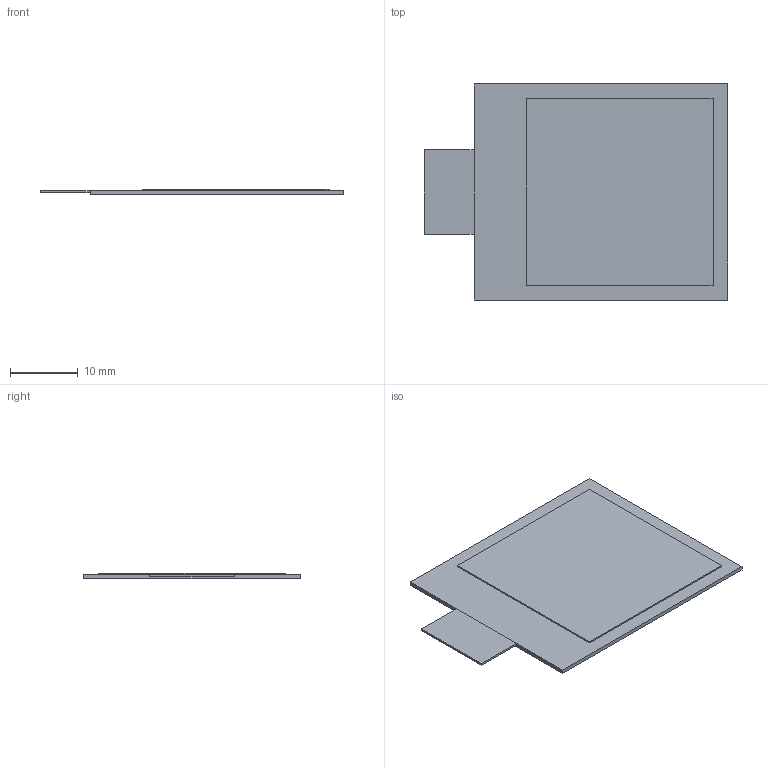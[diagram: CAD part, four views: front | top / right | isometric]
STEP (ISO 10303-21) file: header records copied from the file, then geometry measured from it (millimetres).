
FILE_DESCRIPTION(('FreeCAD Model'),'2;1');
FILE_NAME('Open CASCADE Shape Model','2021-12-04T23:04:01',('Author'),( ''),'Open CASCADE STEP processor 7.4','FreeCAD','Unknown');
FILE_SCHEMA(('AUTOMOTIVE_DESIGN { 1 0 10303 214 1 1 1 1 }'));
Length unit declared in the file: millimetre
Products named in the file (1): Body
Bounding box: 44.62 x 31.8 x 0.8 mm (x, y, z)
Volume: 890.8 mm3; surface area: 2665.4 mm2
Topology: 1 solids, 1 shells, 16 faces, 37 edges, 24 vertices
Faces by surface type: plane 16
Entity records: 948 total; most frequent: CARTESIAN_POINT 152, DIRECTION 145, LINE 111, VECTOR 111, ORIENTED_EDGE 74, PCURVE 74, DEFINITIONAL_REPRESENTATION 74, EDGE_CURVE 37
